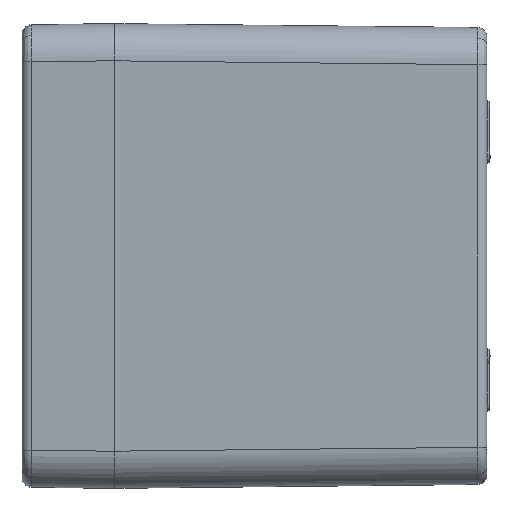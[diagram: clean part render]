
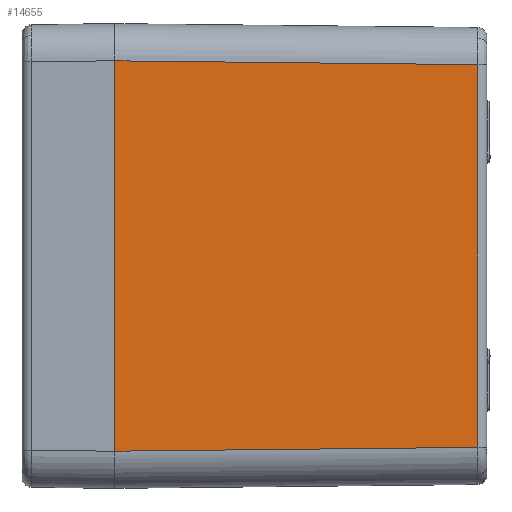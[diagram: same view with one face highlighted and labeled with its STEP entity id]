
A CAD part, left-side view. The second image highlights one B-rep face of the part: STEP entity #14655.
In plain terms, the highlighted planar face has unit normal (-1, -0.011, 0).
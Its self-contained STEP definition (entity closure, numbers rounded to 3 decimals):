
#4018 = CARTESIAN_POINT ( 'NONE',  ( -39.369, -58.216, 30.87 ) ) ;
#5150 = CARTESIAN_POINT ( 'NONE',  ( -39.982, 0.3, 31.483 ) ) ;
#5151 = CARTESIAN_POINT ( 'NONE',  ( -39.982, 0.3, -31.483 ) ) ;
#5152 = DIRECTION ( 'NONE',  ( 0., 0., 1. ) ) ;
#5153 = VECTOR ( 'NONE', #5152, 1000. ) ;
#5154 = CARTESIAN_POINT ( 'NONE',  ( -39.982, 0.3, -37.5 ) ) ;
#5155 = LINE ( 'NONE', #5154, #5153 ) ;
#7039 = DIRECTION ( 'NONE',  ( -0.01, 1., 0.01 ) ) ;
#7040 = VECTOR ( 'NONE', #7039, 1000. ) ;
#7041 = CARTESIAN_POINT ( 'NONE',  ( -39.992, 1.278, 31.493 ) ) ;
#7042 = LINE ( 'NONE', #7041, #7040 ) ;
#7043 = DIRECTION ( 'NONE',  ( 0., 0., 1. ) ) ;
#7044 = VECTOR ( 'NONE', #7043, 1000. ) ;
#7045 = CARTESIAN_POINT ( 'NONE',  ( -39.369, -58.216, 30.854 ) ) ;
#7046 = LINE ( 'NONE', #7045, #7044 ) ;
#7047 = CARTESIAN_POINT ( 'NONE',  ( -39.369, -58.216, -30.87 ) ) ;
#7048 = DIRECTION ( 'NONE',  ( 0.01, -1., 0.01 ) ) ;
#7049 = VECTOR ( 'NONE', #7048, 1000. ) ;
#7050 = CARTESIAN_POINT ( 'NONE',  ( -40.001, 2.063, -31.501 ) ) ;
#7051 = LINE ( 'NONE', #7050, #7049 ) ;
#7052 = DIRECTION ( 'NONE',  ( 0.01, -1., 0. ) ) ;
#7053 = DIRECTION ( 'NONE',  ( -1., -0.01, 0. ) ) ;
#7054 = AXIS2_PLACEMENT_3D ( 'NONE', #7055, #7053, #7052 ) ;
#7055 = CARTESIAN_POINT ( 'NONE',  ( -40., 2., -37.5 ) ) ;
#7056 = PLANE ( 'NONE',  #7054 ) ;
#7061 = FACE_OUTER_BOUND ( 'NONE', #14657, .T. ) ;
#12749 = VERTEX_POINT ( 'NONE', #4018 ) ;
#13575 = EDGE_CURVE ( 'NONE', #13578, #13580, #5155, .T. ) ;
#13578 = VERTEX_POINT ( 'NONE', #5151 ) ;
#13580 = VERTEX_POINT ( 'NONE', #5150 ) ;
#14655 = ADVANCED_FACE ( 'NONE', ( #7061 ), #7056, .T. ) ;
#14657 = EDGE_LOOP ( 'NONE', ( #14659, #14664, #14668, #14671 ) ) ;
#14659 = ORIENTED_EDGE ( 'NONE', *, *, #14661, .T. ) ;
#14661 = EDGE_CURVE ( 'NONE', #13578, #14662, #7051, .T. ) ;
#14662 = VERTEX_POINT ( 'NONE', #7047 ) ;
#14664 = ORIENTED_EDGE ( 'NONE', *, *, #14666, .T. ) ;
#14666 = EDGE_CURVE ( 'NONE', #14662, #12749, #7046, .T. ) ;
#14668 = ORIENTED_EDGE ( 'NONE', *, *, #14669, .T. ) ;
#14669 = EDGE_CURVE ( 'NONE', #12749, #13580, #7042, .T. ) ;
#14671 = ORIENTED_EDGE ( 'NONE', *, *, #13575, .F. ) ;
